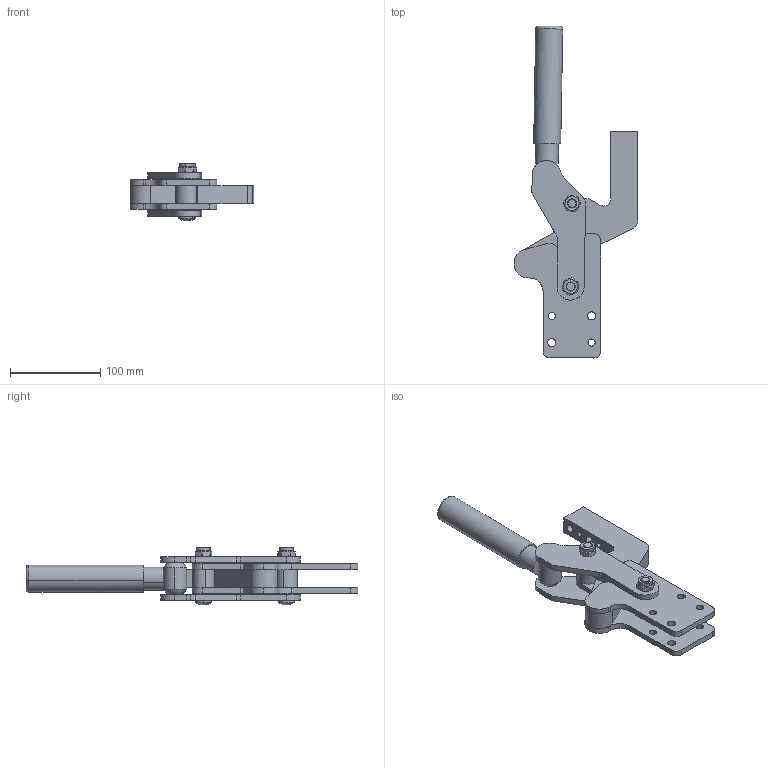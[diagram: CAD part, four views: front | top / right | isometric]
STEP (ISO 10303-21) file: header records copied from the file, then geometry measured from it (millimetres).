
FILE_DESCRIPTION(('CATIA V5 STEP Exchange'),'2;1');
FILE_NAME('MODULSPANNER_TS_V_HD_2500_BW20_2_51_357842_TUENKERS.stp','2019-02-06T07:05:33+00:00',('none'),('none'),'CATIA Version 5 Release 19 SP 9 (IN-10)','CATIA V5 STEP AP214','none');
FILE_SCHEMA(('AUTOMOTIVE_DESIGN { 1 0 10303 214 1 1 1 1 }'));
Length unit declared in the file: millimetre
Products named in the file (1): MODULSPANNER_TS_V_HD_2500_BW20_2_51_357842
Bounding box: 136.99 x 367.22 x 63.95 mm (x, y, z)
Volume: 488340 mm3; surface area: 133672.5 mm2
Topology: 2 solids, 8 shells, 258 faces, 682 edges, 452 vertices
Faces by surface type: cylinder 113, plane 89, bspline 32, cone 12, sphere 8, torus 4
Entity records: 9121 total; most frequent: CARTESIAN_POINT 2823, ORIENTED_EDGE 1364, DIRECTION 974, EDGE_CURVE 682, AXIS2_PLACEMENT_3D 481, VERTEX_POINT 452, EDGE_LOOP 314, VECTOR 278
